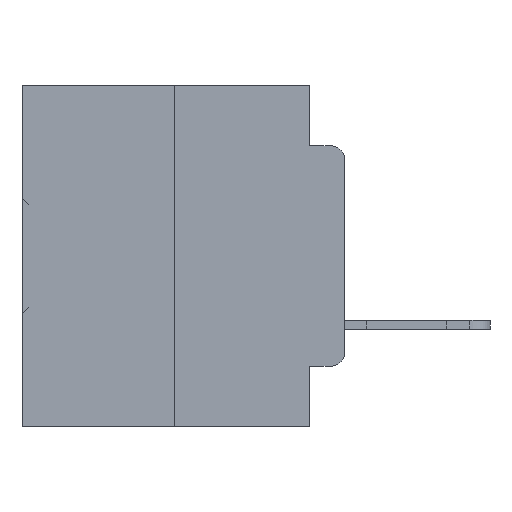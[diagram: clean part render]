
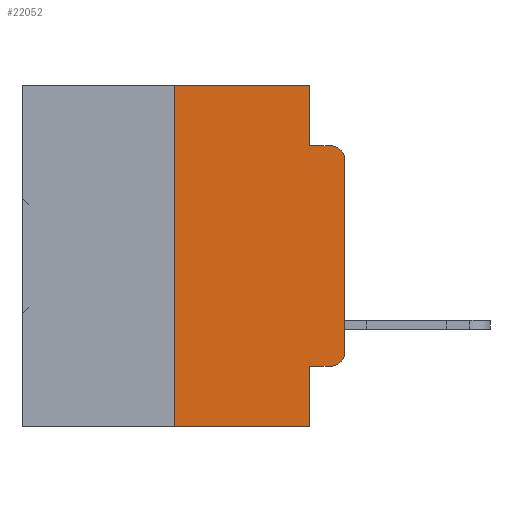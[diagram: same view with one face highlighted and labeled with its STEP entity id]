
A CAD part, left-side view. The second image highlights one B-rep face of the part: STEP entity #22052.
In plain terms, the highlighted planar face has unit normal (-1, 0, 0).
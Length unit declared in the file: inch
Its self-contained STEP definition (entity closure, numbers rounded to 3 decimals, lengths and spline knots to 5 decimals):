
#327 = VECTOR ( 'NONE', #7385, 39.37008 ) ;
#546 = VERTEX_POINT ( 'NONE', #4601 ) ;
#636 = LINE ( 'NONE', #1999, #5837 ) ;
#1776 = CARTESIAN_POINT ( 'NONE',  ( 0., 0.051, -0.0885 ) ) ;
#1845 = CARTESIAN_POINT ( 'NONE',  ( 0., 0.473, 0. ) ) ;
#1869 = EDGE_CURVE ( 'NONE', #11820, #17702, #8310, .T. ) ;
#1999 = CARTESIAN_POINT ( 'NONE',  ( 0., 0.051, -0.4115 ) ) ;
#2147 = VECTOR ( 'NONE', #4515, 39.37008 ) ;
#2515 = VERTEX_POINT ( 'NONE', #8538 ) ;
#3458 = CARTESIAN_POINT ( 'NONE',  ( 0., 0., -0.1085 ) ) ;
#3727 = ORIENTED_EDGE ( 'NONE', *, *, #10587, .T. ) ;
#4033 = VERTEX_POINT ( 'NONE', #3458 ) ;
#4302 = LINE ( 'NONE', #13375, #25160 ) ;
#4515 = DIRECTION ( 'NONE',  ( 0., 0., 1. ) ) ;
#4601 = CARTESIAN_POINT ( 'NONE',  ( 0., 0.02, -0.4115 ) ) ;
#5149 = CARTESIAN_POINT ( 'NONE',  ( 0., 0.02, -0.3915 ) ) ;
#5761 = ORIENTED_EDGE ( 'NONE', *, *, #24999, .F. ) ;
#5837 = VECTOR ( 'NONE', #24848, 39.37008 ) ;
#7167 = LINE ( 'NONE', #29788, #20440 ) ;
#7385 = DIRECTION ( 'NONE',  ( 0., -1., 0. ) ) ;
#7568 = CARTESIAN_POINT ( 'NONE',  ( 0., 0.25, 0. ) ) ;
#8104 = CARTESIAN_POINT ( 'NONE',  ( 0., 0.02, -0.0885 ) ) ;
#8144 = DIRECTION ( 'NONE',  ( 0., 0., -1. ) ) ;
#8310 = LINE ( 'NONE', #1845, #327 ) ;
#8538 = CARTESIAN_POINT ( 'NONE',  ( 0., 0.25, -0.5 ) ) ;
#8761 = CARTESIAN_POINT ( 'NONE',  ( 0., 0.051, -0.4115 ) ) ;
#9732 = ORIENTED_EDGE ( 'NONE', *, *, #1869, .F. ) ;
#9870 = CIRCLE ( 'NONE', #24618, 0.02 ) ;
#10284 = DIRECTION ( 'NONE',  ( 0., -1., 0. ) ) ;
#10487 = EDGE_CURVE ( 'NONE', #4033, #11292, #15651, .T. ) ;
#10587 = EDGE_CURVE ( 'NONE', #2515, #12921, #7167, .T. ) ;
#10860 = EDGE_LOOP ( 'NONE', ( #26948, #23386, #29409, #5761, #9732, #28090, #3727, #29862, #15218, #17857 ) ) ;
#11292 = VERTEX_POINT ( 'NONE', #8104 ) ;
#11325 = AXIS2_PLACEMENT_3D ( 'NONE', #12271, #15108, #34498 ) ;
#11820 = VERTEX_POINT ( 'NONE', #7568 ) ;
#11987 = CARTESIAN_POINT ( 'NONE',  ( 0., 0.051, 0. ) ) ;
#12050 = CARTESIAN_POINT ( 'NONE',  ( 0., 0.051, 0. ) ) ;
#12271 = CARTESIAN_POINT ( 'NONE',  ( 0., 0.473, 0. ) ) ;
#12868 = CARTESIAN_POINT ( 'NONE',  ( 0., 0.051, -0.5 ) ) ;
#12921 = VERTEX_POINT ( 'NONE', #12868 ) ;
#13375 = CARTESIAN_POINT ( 'NONE',  ( 0., 0.051, -0.0885 ) ) ;
#13407 = VERTEX_POINT ( 'NONE', #1776 ) ;
#14025 = FACE_OUTER_BOUND ( 'NONE', #10860, .T. ) ;
#14528 = LINE ( 'NONE', #12050, #29285 ) ;
#15005 = DIRECTION ( 'NONE',  ( -1., 0., 0. ) ) ;
#15108 = DIRECTION ( 'NONE',  ( 1., 0., 0. ) ) ;
#15218 = ORIENTED_EDGE ( 'NONE', *, *, #15917, .T. ) ;
#15228 = LINE ( 'NONE', #25248, #36373 ) ;
#15651 = CIRCLE ( 'NONE', #19121, 0.02 ) ;
#15917 = EDGE_CURVE ( 'NONE', #20030, #546, #636, .T. ) ;
#16146 = LINE ( 'NONE', #11987, #23532 ) ;
#17561 = LINE ( 'NONE', #32747, #2147 ) ;
#17702 = VERTEX_POINT ( 'NONE', #27765 ) ;
#17857 = ORIENTED_EDGE ( 'NONE', *, *, #31466, .T. ) ;
#18504 = CARTESIAN_POINT ( 'NONE',  ( 0., 0., -0.3915 ) ) ;
#18758 = EDGE_CURVE ( 'NONE', #13407, #11292, #4302, .T. ) ;
#19121 = AXIS2_PLACEMENT_3D ( 'NONE', #31639, #15005, #34406 ) ;
#20030 = VERTEX_POINT ( 'NONE', #8761 ) ;
#20440 = VECTOR ( 'NONE', #10284, 39.37008 ) ;
#20606 = PLANE ( 'NONE',  #11325 ) ;
#22052 = ADVANCED_FACE ( 'NONE', ( #14025 ), #20606, .F. ) ;
#23386 = ORIENTED_EDGE ( 'NONE', *, *, #10487, .T. ) ;
#23532 = VECTOR ( 'NONE', #31450, 39.37008 ) ;
#24618 = AXIS2_PLACEMENT_3D ( 'NONE', #5149, #24945, #8144 ) ;
#24848 = DIRECTION ( 'NONE',  ( 0., -1., 0. ) ) ;
#24945 = DIRECTION ( 'NONE',  ( -1., 0., 0. ) ) ;
#24999 = EDGE_CURVE ( 'NONE', #17702, #13407, #16146, .T. ) ;
#25160 = VECTOR ( 'NONE', #35530, 39.37008 ) ;
#25248 = CARTESIAN_POINT ( 'NONE',  ( 0., 0., 0. ) ) ;
#25483 = EDGE_CURVE ( 'NONE', #31872, #4033, #15228, .T. ) ;
#26948 = ORIENTED_EDGE ( 'NONE', *, *, #25483, .T. ) ;
#27765 = CARTESIAN_POINT ( 'NONE',  ( 0., 0.051, 0. ) ) ;
#28090 = ORIENTED_EDGE ( 'NONE', *, *, #29388, .F. ) ;
#29285 = VECTOR ( 'NONE', #31506, 39.37008 ) ;
#29388 = EDGE_CURVE ( 'NONE', #2515, #11820, #17561, .T. ) ;
#29409 = ORIENTED_EDGE ( 'NONE', *, *, #18758, .F. ) ;
#29788 = CARTESIAN_POINT ( 'NONE',  ( 0., 0.473, -0.5 ) ) ;
#29862 = ORIENTED_EDGE ( 'NONE', *, *, #36241, .F. ) ;
#31450 = DIRECTION ( 'NONE',  ( 0., 0., -1. ) ) ;
#31466 = EDGE_CURVE ( 'NONE', #546, #31872, #9870, .T. ) ;
#31506 = DIRECTION ( 'NONE',  ( 0., 0., -1. ) ) ;
#31639 = CARTESIAN_POINT ( 'NONE',  ( 0., 0.02, -0.1085 ) ) ;
#31872 = VERTEX_POINT ( 'NONE', #18504 ) ;
#32747 = CARTESIAN_POINT ( 'NONE',  ( 0., 0.25, 0. ) ) ;
#33487 = DIRECTION ( 'NONE',  ( 0., 0., 1. ) ) ;
#34406 = DIRECTION ( 'NONE',  ( 0., 0., -1. ) ) ;
#34498 = DIRECTION ( 'NONE',  ( 0., 0., -1. ) ) ;
#35530 = DIRECTION ( 'NONE',  ( 0., -1., 0. ) ) ;
#36241 = EDGE_CURVE ( 'NONE', #20030, #12921, #14528, .T. ) ;
#36373 = VECTOR ( 'NONE', #33487, 39.37008 ) ;
